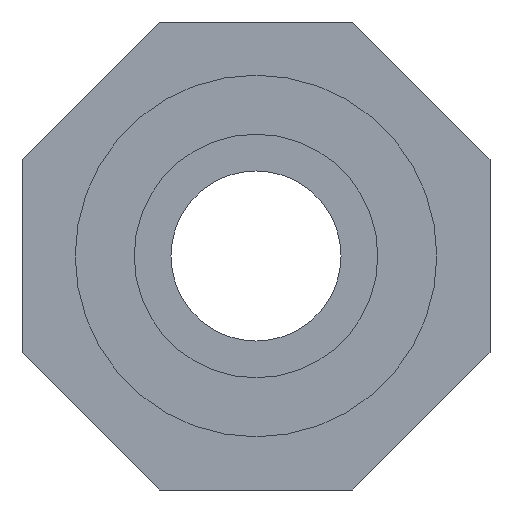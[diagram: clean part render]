
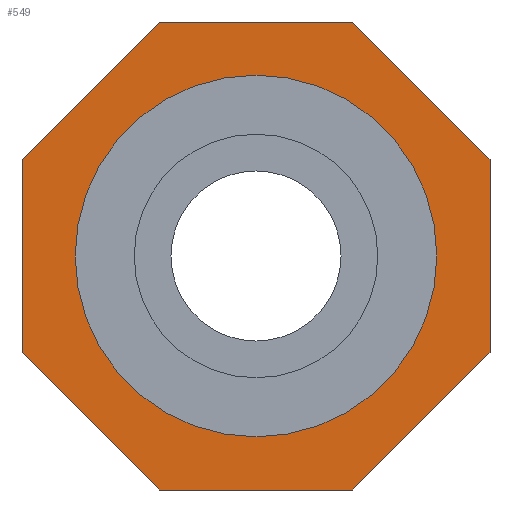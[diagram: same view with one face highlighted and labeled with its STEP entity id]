
A CAD part, left-side view. The second image highlights one B-rep face of the part: STEP entity #549.
In plain terms, the highlighted planar face has unit normal (-1, 0, 0).
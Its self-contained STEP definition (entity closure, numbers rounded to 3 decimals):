
#101=CARTESIAN_POINT('',(8.1,0.,8.5));
#102=VERTEX_POINT('',#101);
#103=CARTESIAN_POINT('',(8.1,0.0,0.0));
#104=DIRECTION('',(1.0,0.0,0.0));
#105=DIRECTION('',(0.0,0.0,-1.0));
#106=AXIS2_PLACEMENT_3D('',#103,#104,#105);
#107=CIRCLE('',#106,8.5);
#108=EDGE_CURVE('',#102,#102,#107,.T.);
#344=CARTESIAN_POINT('',(8.1,4.556,-11.0));
#345=VERTEX_POINT('',#344);
#346=CARTESIAN_POINT('',(8.1,11.0,-4.556));
#347=VERTEX_POINT('',#346);
#348=CARTESIAN_POINT('',(8.1,4.556,-11.));
#349=DIRECTION('',(0.0,0.707,0.707));
#350=VECTOR('',#349,9.113);
#351=LINE('',#348,#350);
#352=EDGE_CURVE('',#345,#347,#351,.T.);
#375=CARTESIAN_POINT('',(8.1,11.0,4.556));
#376=VERTEX_POINT('',#375);
#377=CARTESIAN_POINT('',(8.1,11.0,-4.556));
#378=DIRECTION('',(0.0,0.0,1.0));
#379=VECTOR('',#378,9.113);
#380=LINE('',#377,#379);
#381=EDGE_CURVE('',#347,#376,#380,.T.);
#399=CARTESIAN_POINT('',(8.1,4.556,11.0));
#400=VERTEX_POINT('',#399);
#401=CARTESIAN_POINT('',(8.1,11.,4.556));
#402=DIRECTION('',(0.0,-0.707,0.707));
#403=VECTOR('',#402,9.113);
#404=LINE('',#401,#403);
#405=EDGE_CURVE('',#376,#400,#404,.T.);
#423=CARTESIAN_POINT('',(8.1,-4.556,11.0));
#424=VERTEX_POINT('',#423);
#425=CARTESIAN_POINT('',(8.1,4.556,11.0));
#426=DIRECTION('',(0.0,-1.0,0.0));
#427=VECTOR('',#426,9.113);
#428=LINE('',#425,#427);
#429=EDGE_CURVE('',#400,#424,#428,.T.);
#447=CARTESIAN_POINT('',(8.1,-11.0,4.556));
#448=VERTEX_POINT('',#447);
#449=CARTESIAN_POINT('',(8.1,-4.556,11.));
#450=DIRECTION('',(0.0,-0.707,-0.707));
#451=VECTOR('',#450,9.113);
#452=LINE('',#449,#451);
#453=EDGE_CURVE('',#424,#448,#452,.T.);
#471=CARTESIAN_POINT('',(8.1,-11.0,-4.556));
#472=VERTEX_POINT('',#471);
#473=CARTESIAN_POINT('',(8.1,-11.0,4.556));
#474=DIRECTION('',(0.0,0.0,-1.0));
#475=VECTOR('',#474,9.113);
#476=LINE('',#473,#475);
#477=EDGE_CURVE('',#448,#472,#476,.T.);
#495=CARTESIAN_POINT('',(8.1,-4.556,-11.0));
#496=VERTEX_POINT('',#495);
#497=CARTESIAN_POINT('',(8.1,-11.,-4.556));
#498=DIRECTION('',(0.0,0.707,-0.707));
#499=VECTOR('',#498,9.113);
#500=LINE('',#497,#499);
#501=EDGE_CURVE('',#472,#496,#500,.T.);
#519=CARTESIAN_POINT('',(8.1,-4.556,-11.0));
#520=DIRECTION('',(0.0,1.0,0.0));
#521=VECTOR('',#520,9.113);
#522=LINE('',#519,#521);
#523=EDGE_CURVE('',#496,#345,#522,.T.);
#531=CARTESIAN_POINT('',(8.1,0.,0.0));
#532=DIRECTION('',(-1.0,0.0,0.0));
#533=DIRECTION('',(0.0,0.0,1.0));
#534=AXIS2_PLACEMENT_3D('',#531,#532,#533);
#535=PLANE('',#534);
#536=ORIENTED_EDGE('',*,*,#352,.F.);
#537=ORIENTED_EDGE('',*,*,#523,.F.);
#538=ORIENTED_EDGE('',*,*,#501,.F.);
#539=ORIENTED_EDGE('',*,*,#477,.F.);
#540=ORIENTED_EDGE('',*,*,#453,.F.);
#541=ORIENTED_EDGE('',*,*,#429,.F.);
#542=ORIENTED_EDGE('',*,*,#405,.F.);
#543=ORIENTED_EDGE('',*,*,#381,.F.);
#544=EDGE_LOOP('',(#536,#537,#538,#539,#540,#541,#542,#543));
#545=FACE_OUTER_BOUND('',#544,.T.);
#546=ORIENTED_EDGE('',*,*,#108,.T.);
#547=EDGE_LOOP('',(#546));
#548=FACE_BOUND('',#547,.T.);
#549=ADVANCED_FACE('',(#545,#548),#535,.T.);
